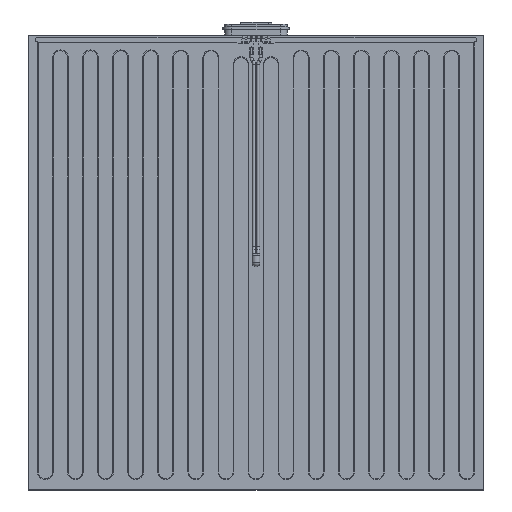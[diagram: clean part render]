
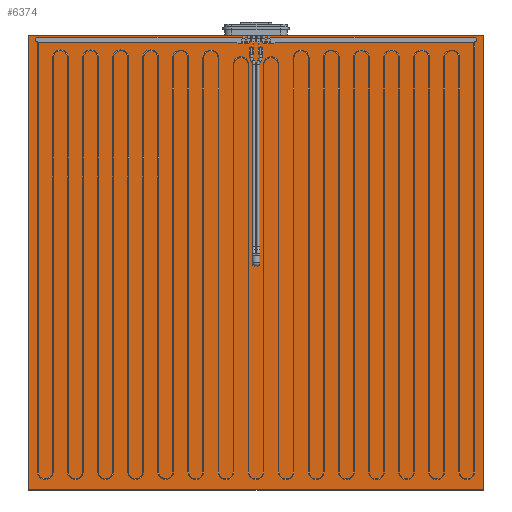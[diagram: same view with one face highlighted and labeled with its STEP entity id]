
A CAD part, top view. The second image highlights one B-rep face of the part: STEP entity #6374.
In plain terms, the highlighted planar face has unit normal (0, 0, 1).
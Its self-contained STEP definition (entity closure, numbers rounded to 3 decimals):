
#726=FACE_OUTER_BOUND('',#1079,.T.);
#1079=EDGE_LOOP('',(#5519,#5520,#5521,#5522));
#1791=LINE('',#10435,#2461);
#1794=LINE('',#10441,#2464);
#1797=LINE('',#10447,#2467);
#1800=LINE('',#10451,#2470);
#2461=VECTOR('',#8451,10.);
#2464=VECTOR('',#8456,10.);
#2467=VECTOR('',#8461,10.);
#2470=VECTOR('',#8466,10.);
#3011=VERTEX_POINT('',#10432);
#3012=VERTEX_POINT('',#10434);
#3014=VERTEX_POINT('',#10440);
#3016=VERTEX_POINT('',#10446);
#3865=EDGE_CURVE('',#3012,#3011,#1791,.T.);
#3868=EDGE_CURVE('',#3014,#3012,#1794,.T.);
#3871=EDGE_CURVE('',#3016,#3014,#1797,.T.);
#3874=EDGE_CURVE('',#3011,#3016,#1800,.T.);
#5519=ORIENTED_EDGE('',*,*,#3874,.T.);
#5520=ORIENTED_EDGE('',*,*,#3871,.T.);
#5521=ORIENTED_EDGE('',*,*,#3868,.T.);
#5522=ORIENTED_EDGE('',*,*,#3865,.T.);
#6093=PLANE('',#6882);
#6374=ADVANCED_FACE('',(#726),#6093,.T.);
#6882=AXIS2_PLACEMENT_3D('',#10452,#8467,#8468);
#8451=DIRECTION('',(1.,0.,0.));
#8456=DIRECTION('',(0.,-1.,0.));
#8461=DIRECTION('',(-1.,0.,0.));
#8466=DIRECTION('',(0.,1.,0.));
#8467=DIRECTION('center_axis',(0.,0.,1.));
#8468=DIRECTION('ref_axis',(1.,0.,0.));
#10432=CARTESIAN_POINT('',(200.,0.,3.07));
#10434=CARTESIAN_POINT('',(0.,0.,3.07));
#10435=CARTESIAN_POINT('',(200.,0.,3.07));
#10440=CARTESIAN_POINT('',(0.,200.,3.07));
#10441=CARTESIAN_POINT('',(0.,0.,3.07));
#10446=CARTESIAN_POINT('',(200.,200.,3.07));
#10447=CARTESIAN_POINT('',(0.,200.,3.07));
#10451=CARTESIAN_POINT('',(200.,200.,3.07));
#10452=CARTESIAN_POINT('Origin',(100.,100.,3.07));
